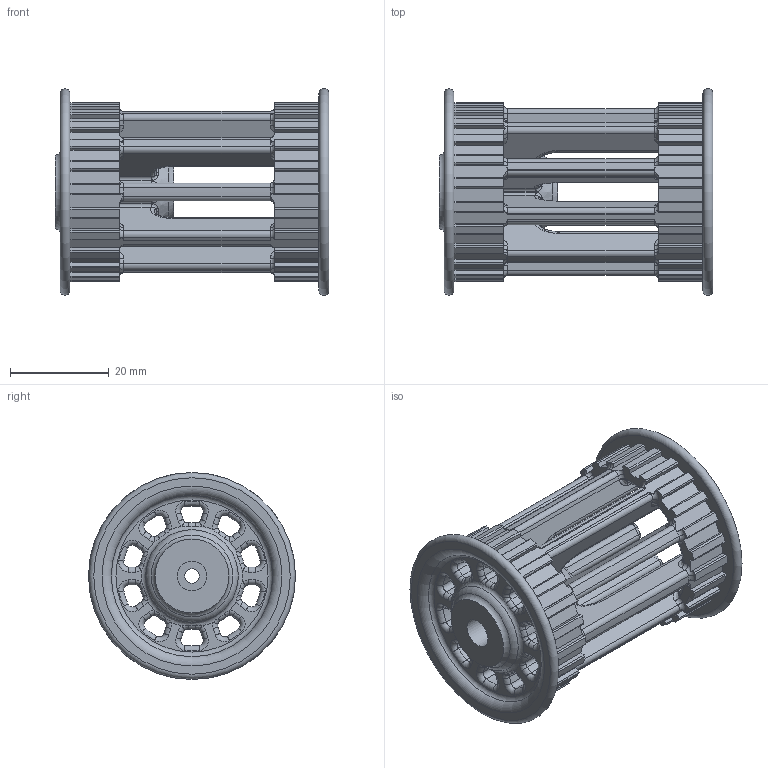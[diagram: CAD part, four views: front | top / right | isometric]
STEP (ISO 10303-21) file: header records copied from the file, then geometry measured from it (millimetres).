
FILE_DESCRIPTION(/* description */ ('','CAx-IF Rec.Pracs.---Representation and Presentation of Product Manufacturing Information (PMI)---4.0---2014-10-13'),/* implementation_level */ '2;1');
FILE_NAME(/* name */ 'koliesko predne z drugego motoru (1).step',/* time_stamp */ '2024-12-13T09:07:04+01:00',/* author */ (''),/* organization */ (''),/* preprocessor_version */ 'ST-DEVELOPER v20',/* originating_system */ 'Autodesk Translation Framework v13.20.0.188',/* authorisation */ '');
FILE_SCHEMA (('AP242_MANAGED_MODEL_BASED_3D_ENGINEERING_MIM_LF { 1 0 10303 442 1 1 4 }'));
Length unit declared in the file: millimetre
Products named in the file (1): (Unsaved)
Bounding box: 55.5 x 42 x 42 mm (x, y, z)
Volume: 24179.8 mm3; surface area: 16545.6 mm2
Topology: 1 solids, 1 shells, 1402 faces, 3616 edges, 2126 vertices
Faces by surface type: bspline 409, plane 350, torus 319, cylinder 293, sphere 20, cone 11
Full cylindrical faces by diameter (mm): 3 x1, 6 x1, 8.034 x1
Entity records: 54517 total; most frequent: CARTESIAN_POINT 22720, ORIENTED_EDGE 7116, DIRECTION 6090, EDGE_CURVE 3558, AXIS2_PLACEMENT_3D 2384, VERTEX_POINT 2126, EDGE_LOOP 1412, FACE_OUTER_BOUND 1402
